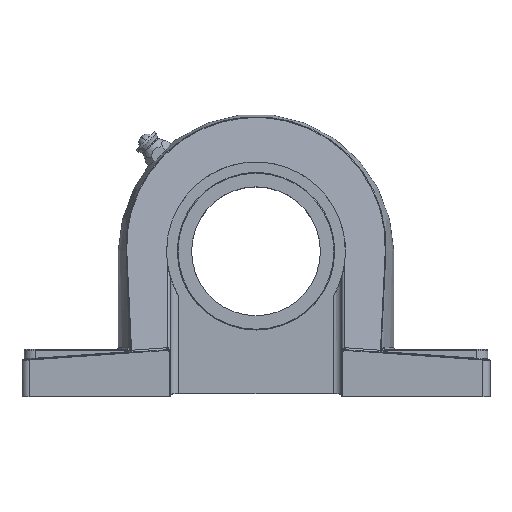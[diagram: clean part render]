
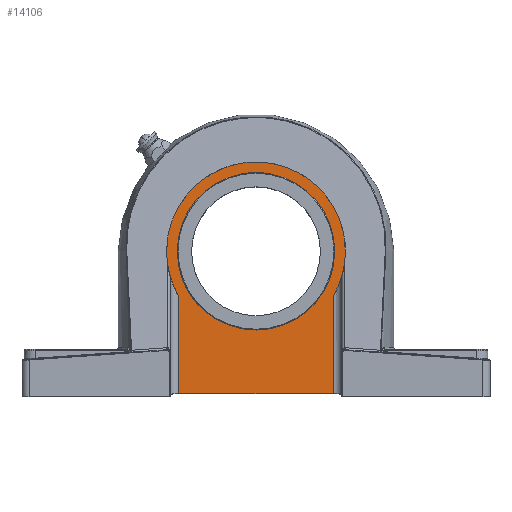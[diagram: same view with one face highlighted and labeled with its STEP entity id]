
A CAD part, top view. The second image highlights one B-rep face of the part: STEP entity #14106.
In plain terms, the highlighted planar face has unit normal (0, 0, 1).
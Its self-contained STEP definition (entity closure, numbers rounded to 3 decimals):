
#165 = VERTEX_POINT ( 'NONE', #3374 ) ;
#310 = EDGE_CURVE ( 'NONE', #165, #1137, #3626, .T. ) ;
#1137 = VERTEX_POINT ( 'NONE', #5115 ) ;
#1213 = VERTEX_POINT ( 'NONE', #5450 ) ;
#1232 = VERTEX_POINT ( 'NONE', #5518 ) ;
#1243 = EDGE_CURVE ( 'NONE', #1137, #1232, #5510, .T. ) ;
#1324 = EDGE_CURVE ( 'NONE', #1327, #1213, #5695, .T. ) ;
#1327 = VERTEX_POINT ( 'NONE', #5690 ) ;
#2169 = VERTEX_POINT ( 'NONE', #6877 ) ;
#2243 = EDGE_CURVE ( 'NONE', #2169, #165, #7012, .T. ) ;
#2976 = VERTEX_POINT ( 'NONE', #7274 ) ;
#3374 = CARTESIAN_POINT ( 'NONE',  ( 62.5, 101.6, 17.5 ) ) ;
#3602 = AXIS2_PLACEMENT_3D ( 'NONE', #3616, #3611, #3779 ) ;
#3611 = DIRECTION ( 'NONE',  ( 0., 0., 1. ) ) ;
#3616 = CARTESIAN_POINT ( 'NONE',  ( 0., 101.6, 17.5 ) ) ;
#3626 = CIRCLE ( 'NONE', #3602, 62.5 ) ;
#3779 = DIRECTION ( 'NONE',  ( 0., -1., 0. ) ) ;
#5115 = CARTESIAN_POINT ( 'NONE',  ( -62.5, 101.6, 17.5 ) ) ;
#5450 = CARTESIAN_POINT ( 'NONE',  ( 0., 156.6, 17.5 ) ) ;
#5510 = CIRCLE ( 'NONE', #5511, 62.5 ) ;
#5511 = AXIS2_PLACEMENT_3D ( 'NONE', #5562, #5551, #5550 ) ;
#5518 = CARTESIAN_POINT ( 'NONE',  ( -54., 70.132, 17.5 ) ) ;
#5550 = DIRECTION ( 'NONE',  ( 0., -1., 0. ) ) ;
#5551 = DIRECTION ( 'NONE',  ( 0., 0., 1. ) ) ;
#5562 = CARTESIAN_POINT ( 'NONE',  ( 0., 101.6, 17.5 ) ) ;
#5690 = CARTESIAN_POINT ( 'NONE',  ( 0., 46.6, 17.5 ) ) ;
#5691 = DIRECTION ( 'NONE',  ( 0., -1., 0. ) ) ;
#5692 = DIRECTION ( 'NONE',  ( 0., 0., 1. ) ) ;
#5693 = CARTESIAN_POINT ( 'NONE',  ( 0., 101.6, 17.5 ) ) ;
#5694 = AXIS2_PLACEMENT_3D ( 'NONE', #5693, #5692, #5691 ) ;
#5695 = CIRCLE ( 'NONE', #5694, 55. ) ;
#6003 = DIRECTION ( 'NONE',  ( 0., -1., 0. ) ) ;
#6318 = VERTEX_POINT ( 'NONE', #9612 ) ;
#6877 = CARTESIAN_POINT ( 'NONE',  ( 54., 70.132, 17.5 ) ) ;
#7012 = CIRCLE ( 'NONE', #7029, 62.5 ) ;
#7020 = DIRECTION ( 'NONE',  ( 0., 0., 1. ) ) ;
#7029 = AXIS2_PLACEMENT_3D ( 'NONE', #7034, #7020, #6003 ) ;
#7034 = CARTESIAN_POINT ( 'NONE',  ( 0., 101.6, 17.5 ) ) ;
#7274 = CARTESIAN_POINT ( 'NONE',  ( -54., 2., 17.5 ) ) ;
#7531 = EDGE_CURVE ( 'NONE', #2976, #6318, #10094, .T. ) ;
#9612 = CARTESIAN_POINT ( 'NONE',  ( 54., 2., 17.5 ) ) ;
#10094 = LINE ( 'NONE', #10129, #10128 ) ;
#10127 = DIRECTION ( 'NONE',  ( 1., 0., 0. ) ) ;
#10128 = VECTOR ( 'NONE', #10127, 1000. ) ;
#10129 = CARTESIAN_POINT ( 'NONE',  ( -60., 2., 17.5 ) ) ;
#12286 = DIRECTION ( 'NONE',  ( 0., 1., 0. ) ) ;
#12287 = VECTOR ( 'NONE', #12286, 1000. ) ;
#12298 = LINE ( 'NONE', #12304, #12287 ) ;
#12304 = CARTESIAN_POINT ( 'NONE',  ( 54., 101.6, 17.5 ) ) ;
#12641 = AXIS2_PLACEMENT_3D ( 'NONE', #12689, #12688, #12687 ) ;
#12642 = DIRECTION ( 'NONE',  ( 0., -1., 0. ) ) ;
#12643 = VECTOR ( 'NONE', #12642, 1000. ) ;
#12644 = AXIS2_PLACEMENT_3D ( 'NONE', #12674, #12673, #12672 ) ;
#12645 = CARTESIAN_POINT ( 'NONE',  ( -54., 101.6, 17.5 ) ) ;
#12651 = LINE ( 'NONE', #12645, #12643 ) ;
#12672 = DIRECTION ( 'NONE',  ( -1., 0., 0. ) ) ;
#12673 = DIRECTION ( 'NONE',  ( 0., 0., -1. ) ) ;
#12674 = CARTESIAN_POINT ( 'NONE',  ( -60., 101.6, 17.5 ) ) ;
#12679 = PLANE ( 'NONE',  #12644 ) ;
#12680 = FACE_BOUND ( 'NONE', #14064, .T. ) ;
#12681 = FACE_OUTER_BOUND ( 'NONE', #13947, .T. ) ;
#12687 = DIRECTION ( 'NONE',  ( 0., -1., 0. ) ) ;
#12688 = DIRECTION ( 'NONE',  ( 0., 0., 1. ) ) ;
#12689 = CARTESIAN_POINT ( 'NONE',  ( 0., 101.6, 17.5 ) ) ;
#12697 = CIRCLE ( 'NONE', #12641, 55. ) ;
#13372 = ORIENTED_EDGE ( 'NONE', *, *, #2243, .T. ) ;
#13947 = EDGE_LOOP ( 'NONE', ( #14109, #14124, #13372, #14066, #14108, #14069 ) ) ;
#13955 = EDGE_CURVE ( 'NONE', #6318, #2169, #12298, .T. ) ;
#14041 = ORIENTED_EDGE ( 'NONE', *, *, #1324, .F. ) ;
#14061 = EDGE_CURVE ( 'NONE', #1232, #2976, #12651, .T. ) ;
#14064 = EDGE_LOOP ( 'NONE', ( #14041, #14065 ) ) ;
#14065 = ORIENTED_EDGE ( 'NONE', *, *, #14081, .F. ) ;
#14066 = ORIENTED_EDGE ( 'NONE', *, *, #310, .T. ) ;
#14069 = ORIENTED_EDGE ( 'NONE', *, *, #14061, .T. ) ;
#14081 = EDGE_CURVE ( 'NONE', #1213, #1327, #12697, .T. ) ;
#14106 = ADVANCED_FACE ( 'NONE', ( #12681, #12680 ), #12679, .F. ) ;
#14108 = ORIENTED_EDGE ( 'NONE', *, *, #1243, .T. ) ;
#14109 = ORIENTED_EDGE ( 'NONE', *, *, #7531, .T. ) ;
#14124 = ORIENTED_EDGE ( 'NONE', *, *, #13955, .T. ) ;
